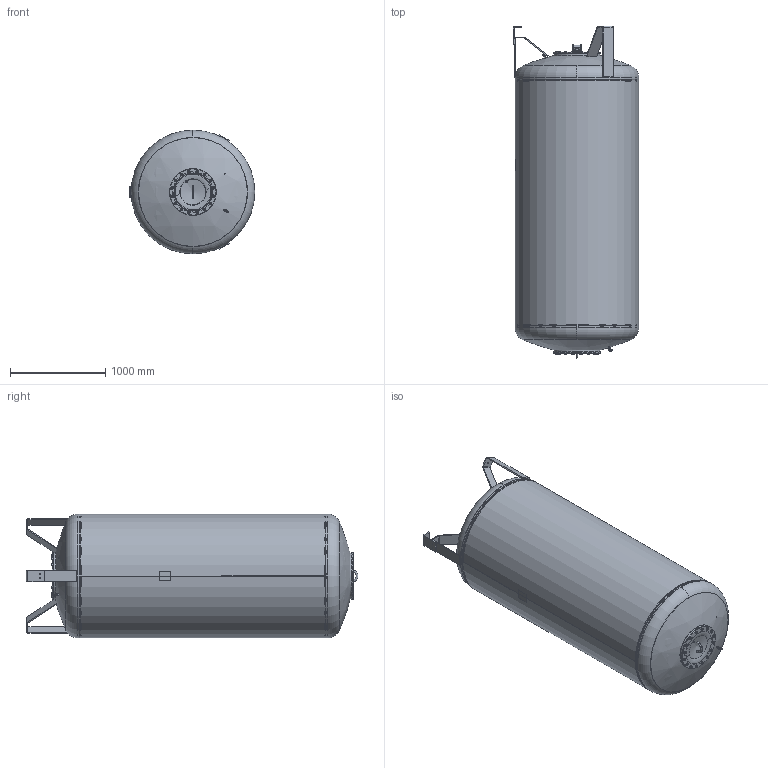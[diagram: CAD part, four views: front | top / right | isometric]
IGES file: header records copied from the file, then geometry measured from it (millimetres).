
Global section: file name: No Iges File Name specified; native system: Autodesk Inventor 2009; preprocessor: AutoDesk Inventor Iges Exporter R2009; author: CADJOBServer; date: 20091013.103720; units: millimetre
Bounding box: 1320 x 3488.75 x 1300 mm (x, y, z)
Volume: 84227126.1 mm3; surface area: 45688982.3 mm2
Topology: 43 solids, 43 shells, 2212 faces, 5465 edges, 3506 vertices
Faces by surface type: plane 802, bspline 388, cone 347, revolution 303, cylinder 301, torus 65, sphere 6
